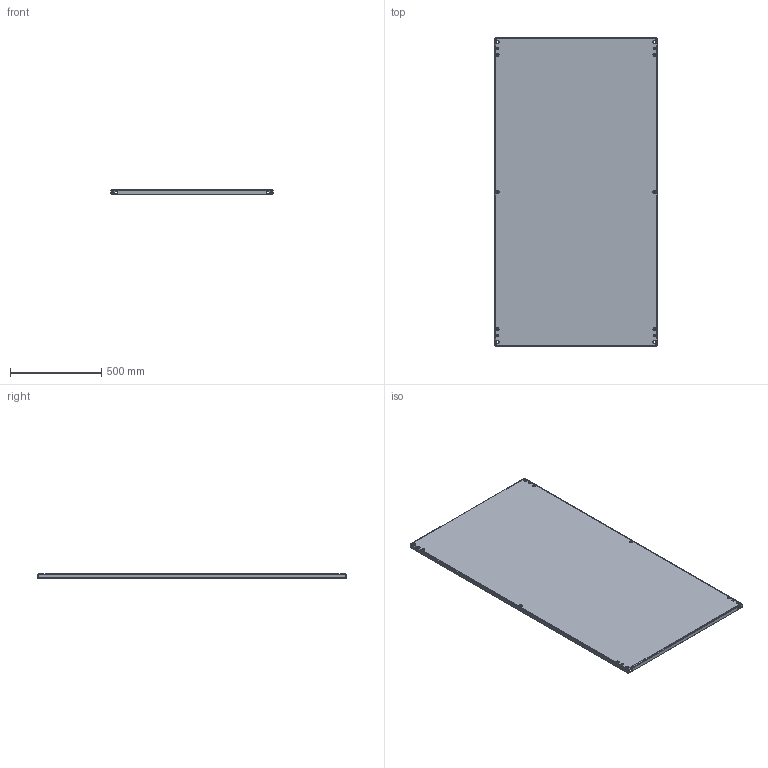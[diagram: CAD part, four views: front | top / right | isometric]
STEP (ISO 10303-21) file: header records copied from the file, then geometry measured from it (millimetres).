
FILE_DESCRIPTION (( 'STEP AP214' ), '1' );
FILE_NAME ('707.018.STEP', '2024-08-21T07:32:27', ( '' ), ( '' ), 'SwSTEP 2.0', 'SolidWorks 2021', '' );
FILE_SCHEMA (( 'AUTOMOTIVE_DESIGN' ));
Length unit declared in the file: millimetre
Products named in the file (3): 707.018 昑; Çàêëåïêà ðåçüáîâàÿ Ì8 øåñòèãðàííàÿ ñ óìåíüøåííûì áîðòîì; 707.018
Assembly tree (5 placements, depth 2):
  707.018
    707.018 昑
    Çàêëåïêà ðåçüáîâàÿ Ì8 øåñòèãðàííàÿ ñ óìåíüøåííûì áîðòîì  x4
Bounding box: 888 x 1688 x 26.6 mm (x, y, z)
Volume: 4989087.1 mm3; surface area: 3351201.3 mm2
Topology: 5 solids, 5 shells, 404 faces, 1140 edges, 720 vertices
Faces by surface type: cylinder 220, plane 144, cone 24, bspline 16
Entity records: 12660 total; most frequent: CARTESIAN_POINT 3239, DIRECTION 1970, ORIENTED_EDGE 1932, EDGE_CURVE 966, AXIS2_PLACEMENT_3D 745, VERTEX_POINT 612, LINE 480, VECTOR 480
